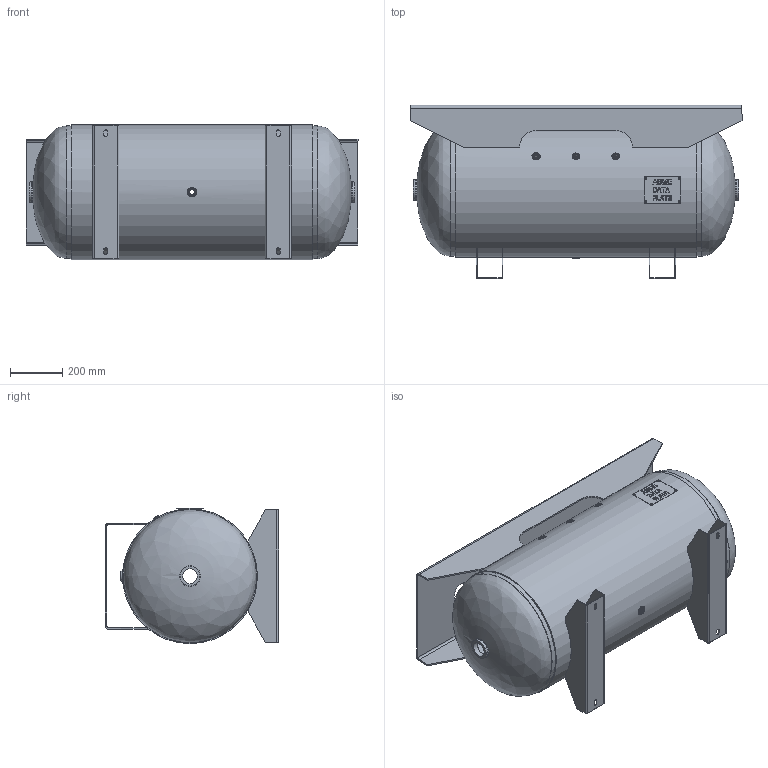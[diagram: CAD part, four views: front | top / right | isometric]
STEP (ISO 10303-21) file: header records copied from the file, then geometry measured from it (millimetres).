
FILE_DESCRIPTION(/* description */ ('20 X 48 200# HORZ ASME STOCK 60 GAL W/EXTENDED TPLT'),/* implementation_level */ '2;1');
FILE_NAME(/* name */ 'SPVG_A10137.stp',/* time_stamp */ '2020-10-09T09:46:07-05:00',/* author */ ('kim.thoune'),/* organization */ (''),/* preprocessor_version */ 'ST-DEVELOPER v17.2',/* originating_system */ 'Autodesk Inventor 2019',/* authorisation */ '');
FILE_SCHEMA (('AUTOMOTIVE_DESIGN { 1 0 10303 214 3 1 1 }'));
Length unit declared in the file: inch
Products named in the file (15): A10137; A10137-1; A10137-2; 910-800; A10137-3; 910-800_1; F102000; F100500; S100203; 60-140; 64-053; S109145; F100750; F100375; F100250
Assembly tree (19 placements, depth 3):
  A10137
    A10137-1
    A10137-2
      910-800
    A10137-3
      910-800_1
    F102000  x2
    F100250  x2
    F100750  x3
    F100500
    S100203
    60-140
      64-053
    S109145  x2
    F100375
Bounding box: 1270 x 662.69 x 517.14 mm (x, y, z)
Volume: 13366942.4 mm3; surface area: 6455572.6 mm2
Topology: 16 solids, 16 shells, 397 faces, 1066 edges, 726 vertices
Faces by surface type: plane 241, cylinder 66, bspline 40, torus 36, cone 14
Full cylindrical faces by diameter (mm): 6.35 x4, 11.455 x2, 14.961 x1, 18.644 x1, 25.408 x1, 26.987 x3, 31.75 x1, 33.337 x1, 36.512 x3, 36.909 x3, 52.387 x3, 56.667 x2, 68.263 x2, 76.2 x3, 79.383 x2, 501.701 x2, 508 x3, 515.925 x1
Entity records: 12707 total; most frequent: CARTESIAN_POINT 3947, ORIENTED_EDGE 1742, DIRECTION 1598, EDGE_CURVE 871, VERTEX_POINT 590, LINE 572, VECTOR 572, AXIS2_PLACEMENT_3D 513
